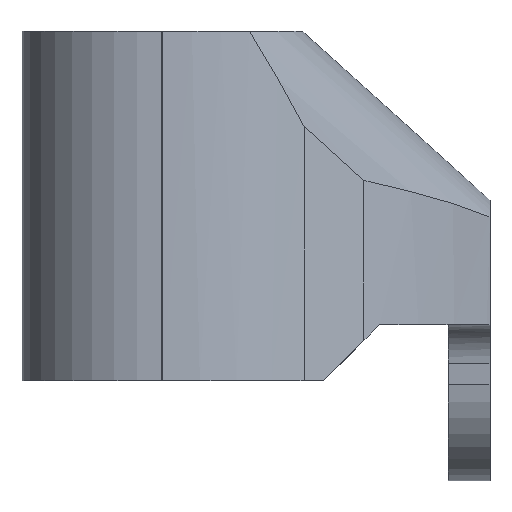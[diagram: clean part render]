
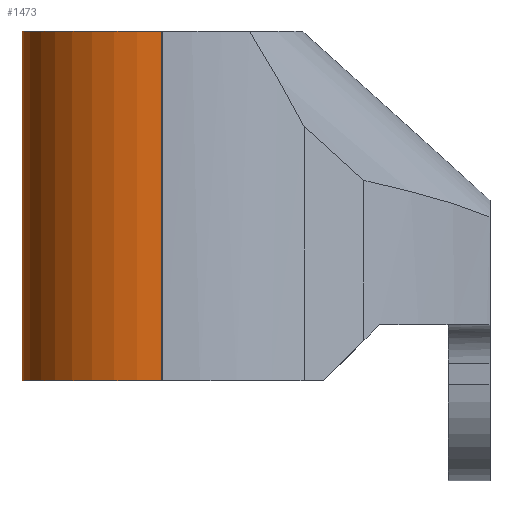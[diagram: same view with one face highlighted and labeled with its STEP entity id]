
A CAD part, left-side view. The second image highlights one B-rep face of the part: STEP entity #1473.
In plain terms, the highlighted cylindrical face has radius 5 mm (diameter 10 mm), a partial arc.
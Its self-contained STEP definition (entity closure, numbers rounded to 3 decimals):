
#345=CARTESIAN_POINT('',(4.3,-11.5,24.069));
#346=DIRECTION('',(0.,0.,1.));
#347=DIRECTION('',(0.,1.,0.));
#348=AXIS2_PLACEMENT_3D('',#345,#346,#347);
#405=DIRECTION('',(0.,0.,-1.));
#406=VECTOR('',#405,12.5);
#407=CARTESIAN_POINT('',(-0.7,-11.5,24.069));
#408=LINE('',#407,#406);
#451=CARTESIAN_POINT('',(4.3,-11.5,11.569));
#452=DIRECTION('',(0.,0.,-1.));
#453=DIRECTION('',(-1.,0.,0.));
#454=AXIS2_PLACEMENT_3D('',#451,#452,#453);
#567=DIRECTION('',(0.,0.,-1.));
#568=VECTOR('',#567,12.5);
#569=CARTESIAN_POINT('',(4.3,-6.5,24.069));
#570=LINE('',#569,#568);
#609=CARTESIAN_POINT('',(-0.7,-11.5,11.569));
#610=CARTESIAN_POINT('',(4.3,-6.5,11.569));
#611=VERTEX_POINT('',#609);
#612=VERTEX_POINT('',#610);
#613=CARTESIAN_POINT('',(4.3,-6.5,24.069));
#614=VERTEX_POINT('',#613);
#615=CARTESIAN_POINT('',(-0.7,-11.5,24.069));
#616=VERTEX_POINT('',#615);
#1462=CARTESIAN_POINT('',(4.3,-11.5,45.046));
#1463=DIRECTION('',(0.,0.,-1.));
#1464=DIRECTION('',(-1.,0.,0.));
#1465=AXIS2_PLACEMENT_3D('',#1462,#1463,#1464);
#1466=CYLINDRICAL_SURFACE('',#1465,5.);
#1467=ORIENTED_EDGE('',*,*,#1274,.T.);
#1468=ORIENTED_EDGE('',*,*,#1305,.T.);
#1469=ORIENTED_EDGE('',*,*,#1452,.F.);
#1470=ORIENTED_EDGE('',*,*,#1208,.T.);
#1471=EDGE_LOOP('',(#1467,#1468,#1469,#1470));
#1472=FACE_OUTER_BOUND('',#1471,.F.);
#1473=ADVANCED_FACE('',(#1472),#1466,.T.);
#349=CIRCLE('',#348,5.);
#455=CIRCLE('',#454,5.);
#1208=EDGE_CURVE('',#614,#616,#349,.T.);
#1274=EDGE_CURVE('',#616,#611,#408,.T.);
#1305=EDGE_CURVE('',#611,#612,#455,.T.);
#1452=EDGE_CURVE('',#614,#612,#570,.T.);
